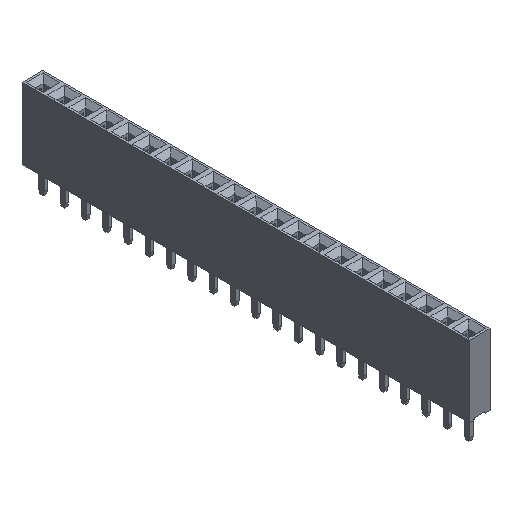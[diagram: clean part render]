
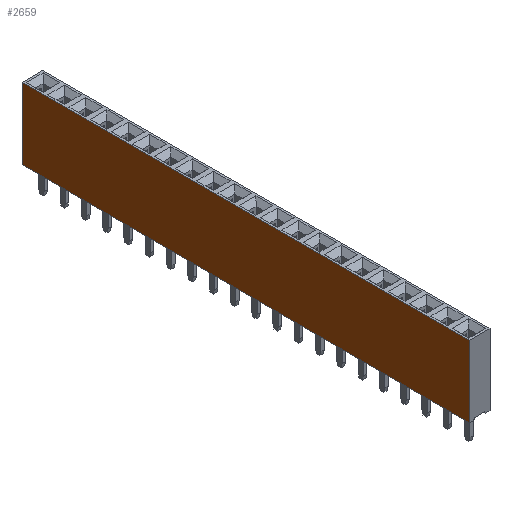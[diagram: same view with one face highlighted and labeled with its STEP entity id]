
A CAD part, isometric view. The second image highlights one B-rep face of the part: STEP entity #2659.
In plain terms, the highlighted planar face has unit normal (-1, 0, 0).
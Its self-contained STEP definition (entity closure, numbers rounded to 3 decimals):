
#921 = VERTEX_POINT('',#922);
#922 = CARTESIAN_POINT('',(-1.25,1.27,0.));
#930 = EDGE_CURVE('',#921,#931,#933,.T.);
#931 = VERTEX_POINT('',#932);
#932 = CARTESIAN_POINT('',(-1.25,1.27,8.5));
#933 = LINE('',#934,#935);
#934 = CARTESIAN_POINT('',(-1.25,1.27,0.));
#935 = VECTOR('',#936,1.);
#936 = DIRECTION('',(0.,0.,1.));
#1011 = EDGE_CURVE('',#1012,#921,#1014,.T.);
#1012 = VERTEX_POINT('',#1013);
#1013 = CARTESIAN_POINT('',(-1.25,-52.07,0.));
#1014 = LINE('',#1015,#1016);
#1015 = CARTESIAN_POINT('',(-1.25,-52.07,0.));
#1016 = VECTOR('',#1017,1.);
#1017 = DIRECTION('',(0.,1.,0.));
#1926 = EDGE_CURVE('',#1927,#931,#1929,.T.);
#1927 = VERTEX_POINT('',#1928);
#1928 = CARTESIAN_POINT('',(-1.25,-52.07,8.5));
#1929 = LINE('',#1930,#1931);
#1930 = CARTESIAN_POINT('',(-1.25,-52.07,8.5));
#1931 = VECTOR('',#1932,1.);
#1932 = DIRECTION('',(0.,1.,0.));
#2659 = ADVANCED_FACE('',(#2660),#2671,.T.);
#2660 = FACE_BOUND('',#2661,.T.);
#2661 = EDGE_LOOP('',(#2662,#2668,#2669,#2670));
#2662 = ORIENTED_EDGE('',*,*,#2663,.T.);
#2663 = EDGE_CURVE('',#1012,#1927,#2664,.T.);
#2664 = LINE('',#2665,#2666);
#2665 = CARTESIAN_POINT('',(-1.25,-52.07,0.));
#2666 = VECTOR('',#2667,1.);
#2667 = DIRECTION('',(0.,0.,1.));
#2668 = ORIENTED_EDGE('',*,*,#1926,.T.);
#2669 = ORIENTED_EDGE('',*,*,#930,.F.);
#2670 = ORIENTED_EDGE('',*,*,#1011,.F.);
#2671 = PLANE('',#2672);
#2672 = AXIS2_PLACEMENT_3D('',#2673,#2674,#2675);
#2673 = CARTESIAN_POINT('',(-1.25,-52.07,0.));
#2674 = DIRECTION('',(-1.,0.,0.));
#2675 = DIRECTION('',(0.,1.,0.));
